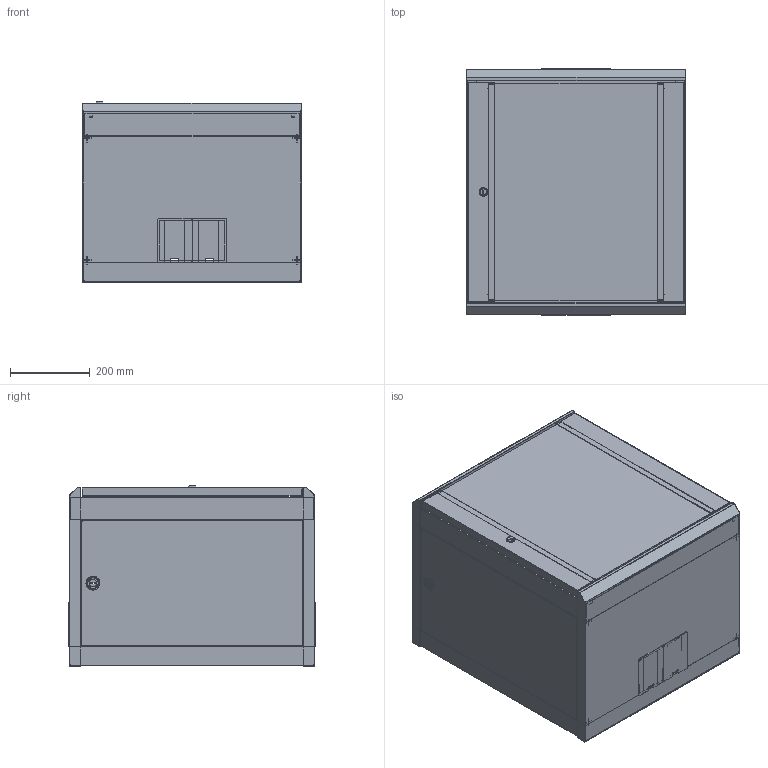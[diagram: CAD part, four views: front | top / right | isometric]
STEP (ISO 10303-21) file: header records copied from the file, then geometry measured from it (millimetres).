
FILE_DESCRIPTION (( 'STEP AP214' ), '1' );
FILE_NAME ('LC-SMA6412_3D.step', '2024-08-30T21:09:09', ( '' ), ( '' ), 'SwSTEP 2.0', 'SolidWorks 2022', '' );
FILE_SCHEMA (( 'AUTOMOTIVE_DESIGN' ));
Length unit declared in the file: millimetre
Products named in the file (37): 2nd cover plate^Top Cover Assy_LC-SMA6412; back panel nub4^back panel assy_LC-SMA6412; cylinder, lock^door lock_door assy_LC-SMA6412; back panel nub5^back panel assy_LC-SMA6412; door assy^LC-SMA6412; back panel nub6^back panel assy_LC-SMA6412; door framed w lock^door assy_LC-SMA6412; back panel nub7^back panel assy_LC-SMA6412; vt mtg rail^LC-SMA6412; nut, lock^door lock_door assy_LC-SMA6412; door frame^door assy_LC-SMA6412; back panel sheet metal part^back panel assy_LC-SMA6412; back panel nub1^back panel assy_LC-SMA6412; door lock^door assy_LC-SMA6412; hz^frame_LC-SMA6412; Top Cover Assy^LC-SMA6412; back panel assy^LC-SMA6412; wshr, lock^door lock_door assy_LC-SMA6412; LC-SMA6412_3D; back panel nub2^back panel assy_LC-SMA6412; L Brkt^LC-SMA6412; cover plate^Top Cover Assy_LC-SMA6412; latch, lock^door lock_door assy_LC-SMA6412; side pnl assy^LC-SMA6412; back panel nub3^back panel assy_LC-SMA6412; glass^door assy_LC-SMA6412; side pnl^side pnl assy_LC-SMA6412; base assy^LC-SMA6412; Plate_MIR^base assy_LC-SMA6412; frame^LC-SMA6412; screw, Lock^door lock_door assy_LC-SMA6412; base pnl^base assy_LC-SMA6412; int lock-wshr, lock^door lock_door assy_LC-SMA6412; cover^Top Cover Assy_LC-SMA6412; back panel nub8^back panel assy_LC-SMA6412; door wshr^LC-SMA6412; vt^frame_LC-SMA6412
Assembly tree (44 placements, depth 4):
  LC-SMA6412_3D
    base assy^LC-SMA6412
      base pnl^base assy_LC-SMA6412
      Plate_MIR^base assy_LC-SMA6412  x2
    back panel assy^LC-SMA6412
      back panel sheet metal part^back panel assy_LC-SMA6412
      back panel nub1^back panel assy_LC-SMA6412
      back panel nub2^back panel assy_LC-SMA6412
      back panel nub3^back panel assy_LC-SMA6412
      back panel nub4^back panel assy_LC-SMA6412
      back panel nub5^back panel assy_LC-SMA6412
      back panel nub6^back panel assy_LC-SMA6412
      back panel nub7^back panel assy_LC-SMA6412
      back panel nub8^back panel assy_LC-SMA6412
    vt mtg rail^LC-SMA6412  x4
    L Brkt^LC-SMA6412  x2
    frame^LC-SMA6412
      vt^frame_LC-SMA6412  x2
      hz^frame_LC-SMA6412  x2
    side pnl assy^LC-SMA6412  x2
      side pnl^side pnl assy_LC-SMA6412
    door wshr^LC-SMA6412
    door assy^LC-SMA6412
      glass^door assy_LC-SMA6412
      door framed w lock^door assy_LC-SMA6412
      door frame^door assy_LC-SMA6412
      door lock^door assy_LC-SMA6412
        cylinder, lock^door lock_door assy_LC-SMA6412
        latch, lock^door lock_door assy_LC-SMA6412
        nut, lock^door lock_door assy_LC-SMA6412
        wshr, lock^door lock_door assy_LC-SMA6412
        int lock-wshr, lock^door lock_door assy_LC-SMA6412
        screw, Lock^door lock_door assy_LC-SMA6412
    Top Cover Assy^LC-SMA6412
      cover^Top Cover Assy_LC-SMA6412
      cover plate^Top Cover Assy_LC-SMA6412
      2nd cover plate^Top Cover Assy_LC-SMA6412
Bounding box: 550 x 620.3 x 453.45 mm (x, y, z)
Volume: 2640249.7 mm3; surface area: 4856705.8 mm2
Topology: 34 solids, 38 shells, 2364 faces, 6528 edges, 4239 vertices
Faces by surface type: plane 1555, cylinder 697, bspline 86, cone 26
Entity records: 62784 total; most frequent: CARTESIAN_POINT 11305, ORIENTED_EDGE 8355, DIRECTION 8270, EDGE_CURVE 4191, LINE 2862, VECTOR 2862, VERTEX_POINT 2709, AXIS2_PLACEMENT_3D 2704
